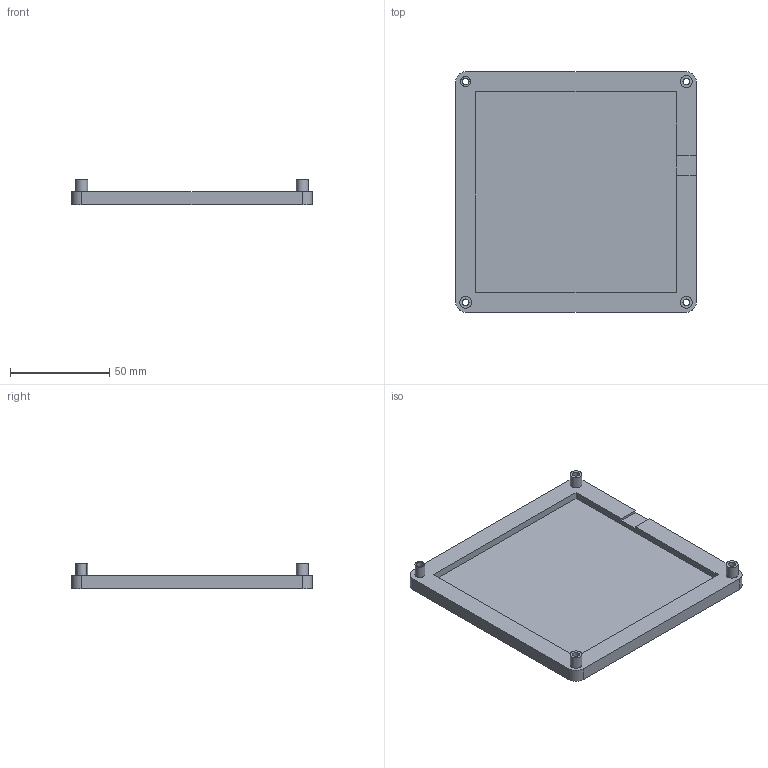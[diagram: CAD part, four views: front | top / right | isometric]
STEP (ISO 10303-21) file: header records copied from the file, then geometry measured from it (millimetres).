
FILE_DESCRIPTION(/* description */ ('STEP AP242','CAx-IF Rec.Pracs.---Representation and Presentation of Product Manufacturing Information (PMI)---4.0---2014-10-13','CAx-IF Rec.Pracs.---3D Tessellated Geometry---0.4---2014-09-14','2;1'),/* implementation_level */ '2;1');
FILE_NAME(/* name */ '67b825d6c53955070af2142e',/* time_stamp */ '2025-02-21T07:05:58Z',/* author */ (''),/* organization */ (''),/* preprocessor_version */ 'ST-DEVELOPER v20',/* originating_system */ 'ONSHAPE BY PTC INC, 1.193',/* authorisation */ ' ');
FILE_SCHEMA (('AP242_MANAGED_MODEL_BASED_3D_ENGINEERING_MIM_LF { 1 0 10303 442 1 1 4 }'));
Length unit declared in the file: metre
Products named in the file (6): Part 4; Part 5; Part 6; Part 1; Part 2; Part 3
Bounding box: 121 x 121 x 13 mm (x, y, z)
Volume: 59935.4 mm3; surface area: 37864.4 mm2
Topology: 6 solids, 6 shells, 43 faces, 96 edges, 64 vertices
Faces by surface type: plane 27, cylinder 16
Full cylindrical faces by diameter (mm): 3.4 x4, 5 x2, 6 x6
Entity records: 1329 total; most frequent: DIRECTION 214, CARTESIAN_POINT 197, ORIENTED_EDGE 168, EDGE_CURVE 84, AXIS2_PLACEMENT_3D 81, EDGE_LOOP 72, FACE_BOUND 72, VERTEX_POINT 64
